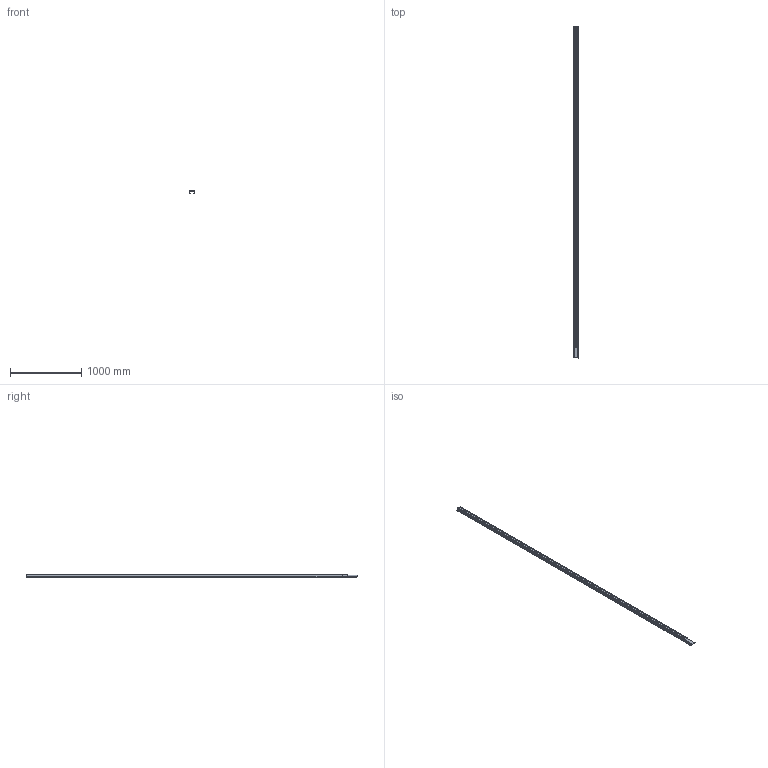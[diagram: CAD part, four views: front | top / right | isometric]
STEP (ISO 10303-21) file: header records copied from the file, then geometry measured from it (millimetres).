
FILE_DESCRIPTION (( 'STEP AP214' ), '1' );
FILE_NAME ('TruSys-FLEX-ER-4500.STEP', '2023-01-13T09:01:46', ( '' ), ( '' ), 'SwSTEP 2.0', 'SolidWorks 2020', '' );
FILE_SCHEMA (( 'AUTOMOTIVE_DESIGN' ));
Length unit declared in the file: millimetre
Products named in the file (3): TruSys-FLEX-ER-4500; Rail; Connector
Assembly tree (2 placements, depth 2):
  TruSys-FLEX-ER-4500
    Rail
    Connector
Bounding box: 70.15 x 4650 x 38.75 mm (x, y, z)
Volume: 477027.9 mm3; surface area: 1523264.5 mm2
Topology: 2 solids, 2 shells, 184 faces, 537 edges, 357 vertices
Faces by surface type: cylinder 102, plane 78, bspline 4
Entity records: 6683 total; most frequent: CARTESIAN_POINT 1684, ORIENTED_EDGE 1074, DIRECTION 1005, EDGE_CURVE 537, VERTEX_POINT 357, AXIS2_PLACEMENT_3D 349, VECTOR 307, LINE 307
